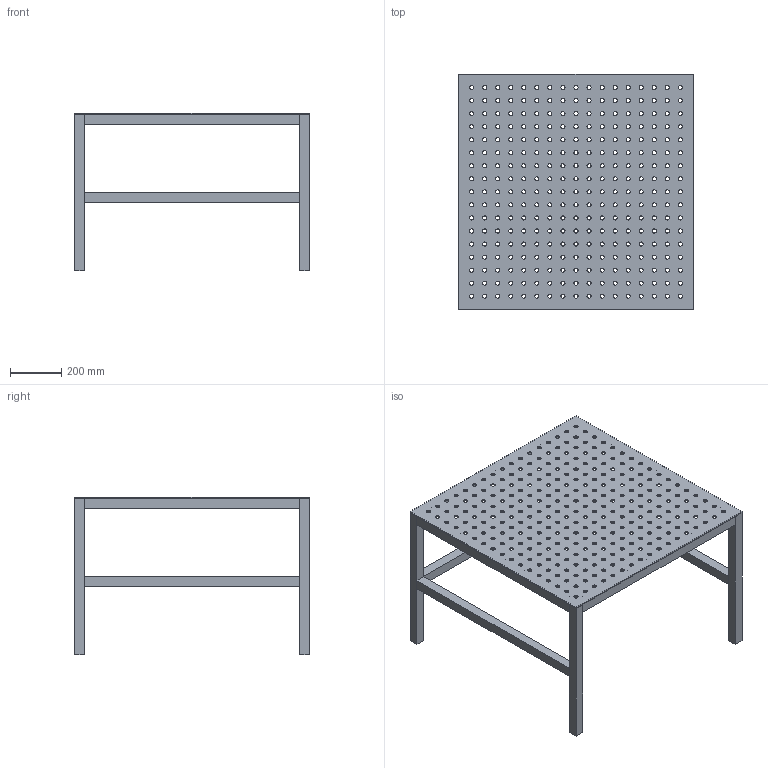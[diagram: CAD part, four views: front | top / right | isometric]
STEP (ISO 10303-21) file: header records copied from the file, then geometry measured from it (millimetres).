
FILE_DESCRIPTION(/* description */ (''),/* implementation_level */ '2;1');
FILE_NAME(/* name */ 'Mojo Mfg Weld Table 3ft x 3ft.step',/* time_stamp */ '2019-01-21T18:26:31-05:00',/* author */ ('mathias.garrett'),/* organization */ (''),/* preprocessor_version */ 'ST-DEVELOPER v17.2',/* originating_system */ 'Autodesk Translation Framework v7.6.0.251',/* authorisation */ '');
FILE_SCHEMA (('AUTOMOTIVE_DESIGN { 1 0 10303 214 3 1 1 }'));
Length unit declared in the file: inch
Products named in the file (4): weld Table; Table Top; legs x4; side braces x7
Assembly tree (13 placements, depth 2):
  weld Table
    Table Top
    side braces x7  x7
    legs x4  x5
Bounding box: 914.4 x 914.4 x 614.36 mm (x, y, z)
Volume: 16646937.1 mm3; surface area: 3036169 mm2
Topology: 13 solids, 13 shells, 367 faces, 1023 edges, 682 vertices
Faces by surface type: cylinder 289, plane 78
Full cylindrical faces by diameter (mm): 16.002 x289
Entity records: 11930 total; most frequent: DIRECTION 2129, CARTESIAN_POINT 1829, ORIENTED_EDGE 1806, EDGE_CURVE 903, AXIS2_PLACEMENT_3D 902, EDGE_LOOP 885, VERTEX_POINT 602, FACE_BOUND 578
